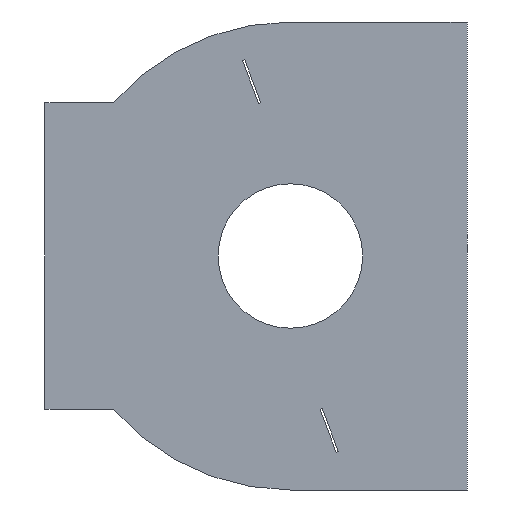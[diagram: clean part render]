
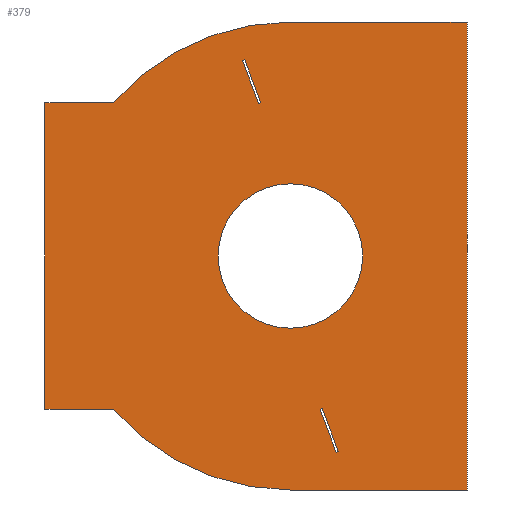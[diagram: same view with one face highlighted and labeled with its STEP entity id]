
A CAD part, left-side view. The second image highlights one B-rep face of the part: STEP entity #379.
In plain terms, the highlighted planar face has unit normal (-1, 0, 0).
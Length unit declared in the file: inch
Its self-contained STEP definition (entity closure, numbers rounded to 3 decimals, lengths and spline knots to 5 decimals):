
#15=FACE_BOUND('',#59,.T.);
#16=FACE_BOUND('',#60,.T.);
#17=FACE_BOUND('',#61,.T.);
#22=PLANE('',#422);
#39=FACE_OUTER_BOUND('',#58,.T.);
#58=EDGE_LOOP('',(#278,#279,#280,#281,#282,#283,#284,#285));
#59=EDGE_LOOP('',(#286,#287,#288,#289));
#60=EDGE_LOOP('',(#290,#291,#292,#293));
#61=EDGE_LOOP('',(#294,#295));
#83=LINE('',#560,#128);
#86=LINE('',#566,#131);
#87=LINE('',#570,#132);
#88=LINE('',#572,#133);
#89=LINE('',#574,#134);
#90=LINE('',#577,#135);
#91=LINE('',#580,#136);
#92=LINE('',#582,#137);
#93=LINE('',#584,#138);
#94=LINE('',#585,#139);
#95=LINE('',#588,#140);
#96=LINE('',#590,#141);
#97=LINE('',#592,#142);
#98=LINE('',#593,#143);
#128=VECTOR('',#459,39.37008);
#131=VECTOR('',#464,39.37008);
#132=VECTOR('',#467,39.37008);
#133=VECTOR('',#468,39.37008);
#134=VECTOR('',#469,39.37008);
#135=VECTOR('',#472,39.37008);
#136=VECTOR('',#473,39.37008);
#137=VECTOR('',#474,39.37008);
#138=VECTOR('',#475,39.37008);
#139=VECTOR('',#476,39.37008);
#140=VECTOR('',#477,39.37008);
#141=VECTOR('',#478,39.37008);
#142=VECTOR('',#479,39.37008);
#143=VECTOR('',#480,39.37008);
#172=CIRCLE('',#418,0.12402);
#173=CIRCLE('',#419,0.12402);
#175=CIRCLE('',#423,0.40157);
#176=CIRCLE('',#424,0.40157);
#181=VERTEX_POINT('',#549);
#182=VERTEX_POINT('',#551);
#184=VERTEX_POINT('',#557);
#185=VERTEX_POINT('',#559);
#187=VERTEX_POINT('',#565);
#188=VERTEX_POINT('',#567);
#189=VERTEX_POINT('',#569);
#190=VERTEX_POINT('',#571);
#191=VERTEX_POINT('',#573);
#192=VERTEX_POINT('',#575);
#193=VERTEX_POINT('',#578);
#194=VERTEX_POINT('',#579);
#195=VERTEX_POINT('',#581);
#196=VERTEX_POINT('',#583);
#197=VERTEX_POINT('',#586);
#198=VERTEX_POINT('',#587);
#199=VERTEX_POINT('',#589);
#200=VERTEX_POINT('',#591);
#217=EDGE_CURVE('',#182,#181,#172,.T.);
#218=EDGE_CURVE('',#181,#182,#173,.T.);
#221=EDGE_CURVE('',#184,#185,#83,.T.);
#224=EDGE_CURVE('',#187,#184,#86,.T.);
#225=EDGE_CURVE('',#188,#187,#175,.T.);
#226=EDGE_CURVE('',#189,#188,#87,.T.);
#227=EDGE_CURVE('',#190,#189,#88,.T.);
#228=EDGE_CURVE('',#191,#190,#89,.T.);
#229=EDGE_CURVE('',#192,#191,#176,.T.);
#230=EDGE_CURVE('',#185,#192,#90,.T.);
#231=EDGE_CURVE('',#193,#194,#91,.T.);
#232=EDGE_CURVE('',#195,#194,#92,.T.);
#233=EDGE_CURVE('',#196,#195,#93,.T.);
#234=EDGE_CURVE('',#193,#196,#94,.T.);
#235=EDGE_CURVE('',#197,#198,#95,.T.);
#236=EDGE_CURVE('',#199,#197,#96,.T.);
#237=EDGE_CURVE('',#200,#199,#97,.T.);
#238=EDGE_CURVE('',#198,#200,#98,.T.);
#278=ORIENTED_EDGE('',*,*,#221,.F.);
#279=ORIENTED_EDGE('',*,*,#224,.F.);
#280=ORIENTED_EDGE('',*,*,#225,.F.);
#281=ORIENTED_EDGE('',*,*,#226,.F.);
#282=ORIENTED_EDGE('',*,*,#227,.F.);
#283=ORIENTED_EDGE('',*,*,#228,.F.);
#284=ORIENTED_EDGE('',*,*,#229,.F.);
#285=ORIENTED_EDGE('',*,*,#230,.F.);
#286=ORIENTED_EDGE('',*,*,#231,.T.);
#287=ORIENTED_EDGE('',*,*,#232,.F.);
#288=ORIENTED_EDGE('',*,*,#233,.F.);
#289=ORIENTED_EDGE('',*,*,#234,.F.);
#290=ORIENTED_EDGE('',*,*,#235,.F.);
#291=ORIENTED_EDGE('',*,*,#236,.F.);
#292=ORIENTED_EDGE('',*,*,#237,.F.);
#293=ORIENTED_EDGE('',*,*,#238,.F.);
#294=ORIENTED_EDGE('',*,*,#217,.T.);
#295=ORIENTED_EDGE('',*,*,#218,.T.);
#379=ADVANCED_FACE('',(#39,#15,#16,#17),#22,.T.);
#418=AXIS2_PLACEMENT_3D('',#552,#450,#451);
#419=AXIS2_PLACEMENT_3D('',#553,#452,#453);
#422=AXIS2_PLACEMENT_3D('',#564,#462,#463);
#423=AXIS2_PLACEMENT_3D('',#568,#465,#466);
#424=AXIS2_PLACEMENT_3D('',#576,#470,#471);
#450=DIRECTION('center_axis',(1.,0.,0.));
#451=DIRECTION('ref_axis',(0.,0.,1.));
#452=DIRECTION('center_axis',(1.,0.,0.));
#453=DIRECTION('ref_axis',(0.,0.,1.));
#459=DIRECTION('',(0.,0.,-1.));
#462=DIRECTION('center_axis',(-1.,0.,0.));
#463=DIRECTION('ref_axis',(0.,0.,1.));
#464=DIRECTION('',(0.,-1.,0.));
#465=DIRECTION('center_axis',(1.,0.,0.));
#466=DIRECTION('ref_axis',(0.,0.,1.));
#467=DIRECTION('',(0.,-1.,0.));
#468=DIRECTION('',(0.,0.,1.));
#469=DIRECTION('',(0.,1.,0.));
#470=DIRECTION('center_axis',(1.,0.,0.));
#471=DIRECTION('ref_axis',(0.,0.,1.));
#472=DIRECTION('',(0.,1.,0.));
#473=DIRECTION('',(0.,0.937,-0.35));
#474=DIRECTION('',(0.,-0.35,-0.937));
#475=DIRECTION('',(0.,0.937,-0.35));
#476=DIRECTION('',(0.,0.35,0.937));
#477=DIRECTION('',(0.,-0.937,0.35));
#478=DIRECTION('',(0.,-0.35,-0.937));
#479=DIRECTION('',(0.,0.937,-0.35));
#480=DIRECTION('',(0.,0.35,0.937));
#549=CARTESIAN_POINT('',(-0.53346,-0.45669,-0.12402));
#551=CARTESIAN_POINT('',(-0.53346,-0.45669,0.12402));
#552=CARTESIAN_POINT('Origin',(-0.53346,-0.45669,0.));
#553=CARTESIAN_POINT('Origin',(-0.53346,-0.45669,0.));
#557=CARTESIAN_POINT('',(-0.53346,-0.75984,0.40157));
#559=CARTESIAN_POINT('',(-0.53346,-0.75984,-0.40157));
#560=CARTESIAN_POINT('',(-0.53346,-0.75984,0.));
#564=CARTESIAN_POINT('Origin',(-0.53346,-0.45669,0.));
#565=CARTESIAN_POINT('',(-0.53346,-0.45669,0.40157));
#566=CARTESIAN_POINT('',(-0.53346,-0.45669,0.40157));
#567=CARTESIAN_POINT('',(-0.53346,-0.15354,0.26337));
#568=CARTESIAN_POINT('Origin',(-0.53346,-0.45669,0.));
#569=CARTESIAN_POINT('',(-0.53346,-0.03543,0.26337));
#570=CARTESIAN_POINT('',(-0.53346,-0.15354,0.26337));
#571=CARTESIAN_POINT('',(-0.53346,-0.03543,-0.26337));
#572=CARTESIAN_POINT('',(-0.53346,-0.03543,0.26337));
#573=CARTESIAN_POINT('',(-0.53346,-0.15354,-0.26337));
#574=CARTESIAN_POINT('',(-0.53346,-0.03543,-0.26337));
#575=CARTESIAN_POINT('',(-0.53346,-0.45669,-0.40157));
#576=CARTESIAN_POINT('Origin',(-0.53346,-0.45669,0.));
#577=CARTESIAN_POINT('',(-0.53346,-0.90157,-0.40157));
#578=CARTESIAN_POINT('',(-0.53346,-0.53886,-0.3354));
#579=CARTESIAN_POINT('',(-0.53346,-0.53517,-0.33678));
#580=CARTESIAN_POINT('',(-0.53346,-0.53886,-0.3354));
#581=CARTESIAN_POINT('',(-0.53346,-0.5076,-0.26303));
#582=CARTESIAN_POINT('',(-0.53346,-0.53517,-0.33678));
#583=CARTESIAN_POINT('',(-0.53346,-0.51128,-0.26165));
#584=CARTESIAN_POINT('',(-0.53346,-0.5076,-0.26303));
#585=CARTESIAN_POINT('',(-0.53346,-0.51128,-0.26165));
#586=CARTESIAN_POINT('',(-0.53346,-0.4021,0.26165));
#587=CARTESIAN_POINT('',(-0.53346,-0.40579,0.26303));
#588=CARTESIAN_POINT('',(-0.53346,-0.40579,0.26303));
#589=CARTESIAN_POINT('',(-0.53346,-0.37453,0.3354));
#590=CARTESIAN_POINT('',(-0.53346,-0.4021,0.26165));
#591=CARTESIAN_POINT('',(-0.53346,-0.37821,0.33678));
#592=CARTESIAN_POINT('',(-0.53346,-0.37453,0.3354));
#593=CARTESIAN_POINT('',(-0.53346,-0.37821,0.33678));
